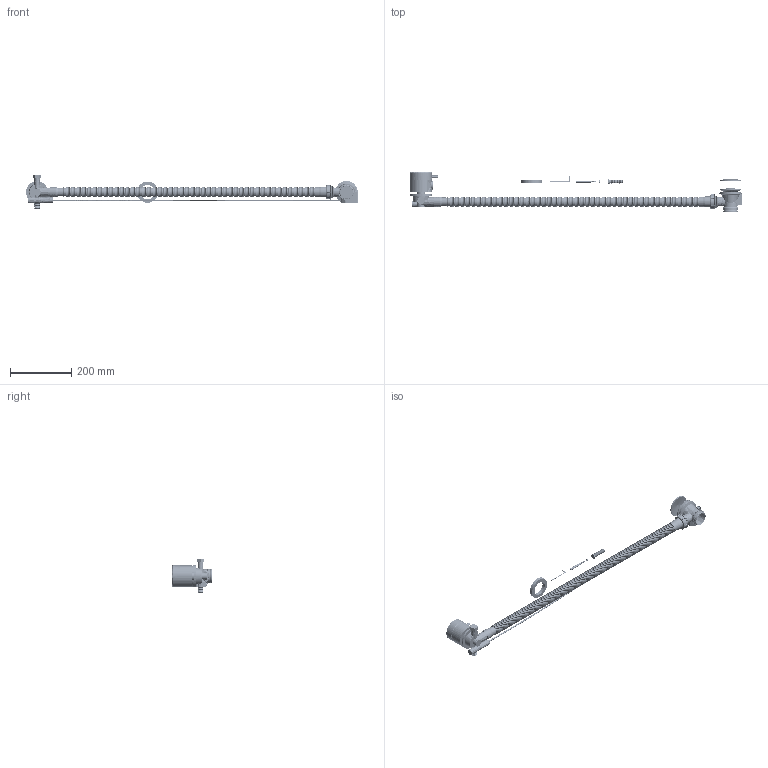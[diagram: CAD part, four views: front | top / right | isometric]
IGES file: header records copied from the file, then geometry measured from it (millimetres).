
Global section: file name: CW9; native system: AutoCAD 2016 - English; preprocessor: Autodesk Translation Framework DWG producer (atf_dwg_producer); organization: unknown; date: 20170217.150241; units: millimetre
Bounding box: 1083.5 x 130.8 x 113 mm (x, y, z)
Volume: 797874 mm3; surface area: 390283.1 mm2
Topology: 22 solids, 22 shells, 1956 faces, 5259 edges, 3782 vertices
Faces by surface type: bspline 1956
